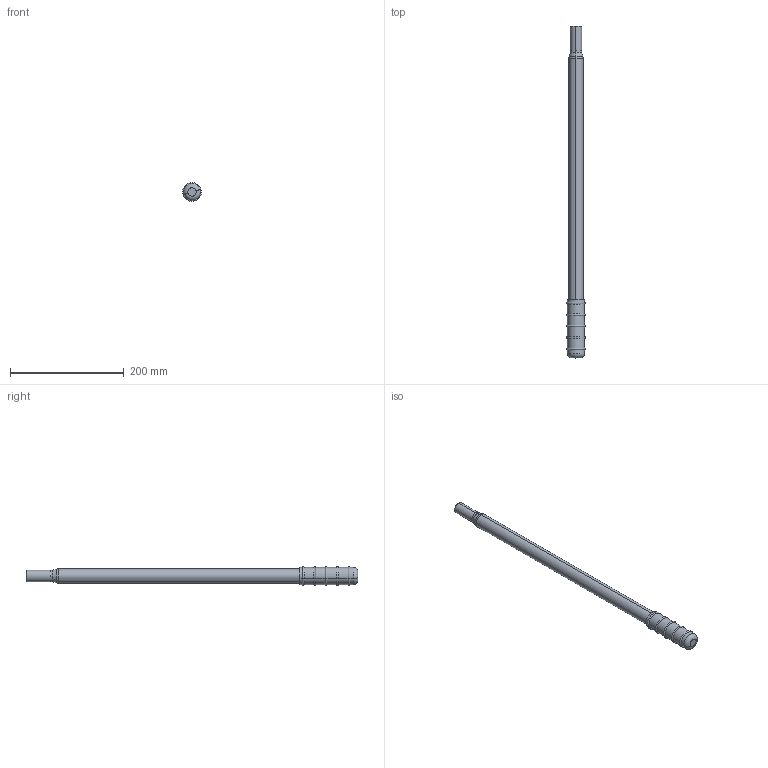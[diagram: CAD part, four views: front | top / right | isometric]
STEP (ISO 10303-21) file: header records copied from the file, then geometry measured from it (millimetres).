
FILE_DESCRIPTION (( 'STEP AP203' ), '1' );
FILE_NAME ('LEV.PM.STEP', '2009-09-30T14:30:54', ( 'Chapel' ), ( 'Chapel' ), 'SwSTEP 2.0', 'SolidWorks 2007', '' );
FILE_SCHEMA (( 'CONFIG_CONTROL_DESIGN' ));
Length unit declared in the file: millimetre
Products named in the file (1): LEV.PM
Bounding box: 32.95 x 582.5 x 32.95 mm (x, y, z)
Volume: 102318.6 mm3; surface area: 97431.9 mm2
Topology: 2 solids, 2 shells, 59 faces, 116 edges, 62 vertices
Faces by surface type: torus 24, cylinder 22, cone 8, plane 5
Entity records: 1587 total; most frequent: DIRECTION 322, CARTESIAN_POINT 238, ORIENTED_EDGE 232, AXIS2_PLACEMENT_3D 146, EDGE_CURVE 116, CIRCLE 86, EDGE_LOOP 62, VERTEX_POINT 62
